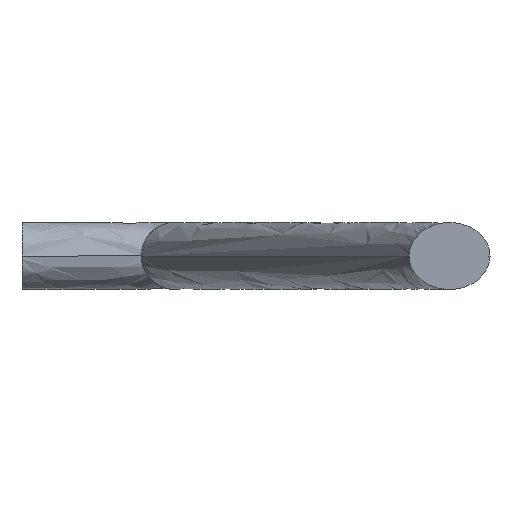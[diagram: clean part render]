
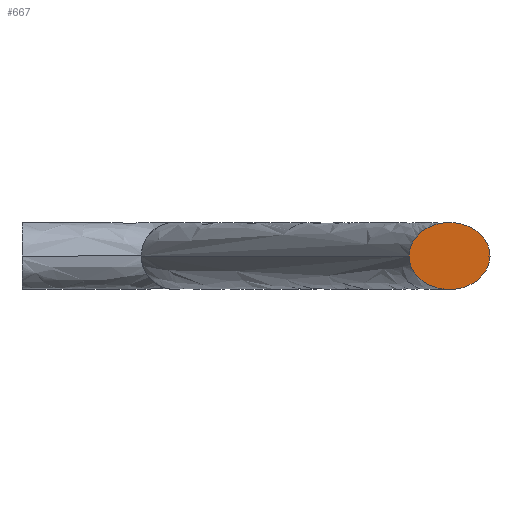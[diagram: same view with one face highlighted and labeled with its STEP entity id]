
A CAD part, front view. The second image highlights one B-rep face of the part: STEP entity #667.
In plain terms, the highlighted free-form (B-spline) face has degree [1, 1] with [2, 2] control points.
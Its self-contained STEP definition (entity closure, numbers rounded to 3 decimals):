
#29 = ORIENTED_EDGE ( 'NONE', *, *, #354, .T. ) ;
#48 = CARTESIAN_POINT ( 'NONE',  ( 24.516, -27.106, 0. ) ) ;
#71 = CARTESIAN_POINT ( 'NONE',  ( 24.516, -27.106, 0. ) ) ;
#75 = CARTESIAN_POINT ( 'NONE',  ( 21.327, -26.847, -1.529 ) ) ;
#79 = CARTESIAN_POINT ( 'NONE',  ( 20.33, -26.766, -0.457 ) ) ;
#123 = CARTESIAN_POINT ( 'NONE',  ( 22.117, -26.911, -1.75 ) ) ;
#134 = CARTESIAN_POINT ( 'NONE',  ( 20.699, -26.796, -1.075 ) ) ;
#136 = CARTESIAN_POINT ( 'NONE',  ( 23.464, -27.02, 1.529 ) ) ;
#145 = CARTESIAN_POINT ( 'NONE',  ( 20.699, -26.796, 1.075 ) ) ;
#163 = EDGE_CURVE ( 'NONE', #259, #456, #502, .T. ) ;
#185 = CARTESIAN_POINT ( 'NONE',  ( 24.541, -27.108, 1.771 ) ) ;
#190 = CARTESIAN_POINT ( 'NONE',  ( 24.091, -27.071, 1.075 ) ) ;
#199 = CARTESIAN_POINT ( 'NONE',  ( 20.275, -26.761, 0. ) ) ;
#206 = B_SPLINE_CURVE_WITH_KNOTS ( 'NONE', 3,
 ( #48, #301, #464, #624, #190, #415, #136, #365, #572, #349, #295, #687, #318, #145, #286, #215, #519, #199 ),
 .UNSPECIFIED., .F., .F.,
 ( 4, 2, 2, 2, 2, 2, 2, 2, 4 ),
 ( 0., 0.125, 0.25, 0.375, 0.5, 0.625, 0.75, 0.875, 1. ),
 .UNSPECIFIED. ) ;
#215 = CARTESIAN_POINT ( 'NONE',  ( 20.33, -26.766, 0.457 ) ) ;
#233 = CARTESIAN_POINT ( 'NONE',  ( 21.093, -26.828, -1.4 ) ) ;
#235 = CARTESIAN_POINT ( 'NONE',  ( 23.464, -27.02, -1.529 ) ) ;
#253 = CARTESIAN_POINT ( 'NONE',  ( 24.516, -27.106, 0. ) ) ;
#259 = VERTEX_POINT ( 'NONE', #319 ) ;
#286 = CARTESIAN_POINT ( 'NONE',  ( 20.543, -26.783, 0.882 ) ) ;
#295 = CARTESIAN_POINT ( 'NONE',  ( 21.841, -26.888, 1.705 ) ) ;
#301 = CARTESIAN_POINT ( 'NONE',  ( 24.516, -27.106, 0.23 ) ) ;
#318 = CARTESIAN_POINT ( 'NONE',  ( 21.093, -26.828, 1.4 ) ) ;
#319 = CARTESIAN_POINT ( 'NONE',  ( 20.275, -26.761, 0. ) ) ;
#349 = CARTESIAN_POINT ( 'NONE',  ( 22.117, -26.911, 1.75 ) ) ;
#352 = CARTESIAN_POINT ( 'NONE',  ( 22.674, -26.956, -1.75 ) ) ;
#354 = EDGE_CURVE ( 'NONE', #456, #259, #206, .T. ) ;
#363 = CARTESIAN_POINT ( 'NONE',  ( 20.275, -26.761, 0. ) ) ;
#365 = CARTESIAN_POINT ( 'NONE',  ( 22.949, -26.979, 1.705 ) ) ;
#368 = ORIENTED_EDGE ( 'NONE', *, *, #163, .T. ) ;
#415 = CARTESIAN_POINT ( 'NONE',  ( 23.698, -27.039, 1.4 ) ) ;
#417 = CARTESIAN_POINT ( 'NONE',  ( 20.25, -26.759, -1.771 ) ) ;
#456 = VERTEX_POINT ( 'NONE', #253 ) ;
#459 = CARTESIAN_POINT ( 'NONE',  ( 24.091, -27.071, -1.075 ) ) ;
#463 = CARTESIAN_POINT ( 'NONE',  ( 20.25, -26.759, 1.771 ) ) ;
#464 = CARTESIAN_POINT ( 'NONE',  ( 24.461, -27.101, 0.457 ) ) ;
#470 = CARTESIAN_POINT ( 'NONE',  ( 24.516, -27.106, -0.23 ) ) ;
#502 = B_SPLINE_CURVE_WITH_KNOTS ( 'NONE', 3,
 ( #363, #573, #79, #627, #134, #233, #75, #665, #123, #352, #563, #235, #515, #459, #668, #616, #470, #71 ),
 .UNSPECIFIED., .F., .F.,
 ( 4, 2, 2, 2, 2, 2, 2, 2, 4 ),
 ( 0., 0.125, 0.25, 0.375, 0.5, 0.625, 0.75, 0.875, 1. ),
 .UNSPECIFIED. ) ;
#515 = CARTESIAN_POINT ( 'NONE',  ( 23.698, -27.039, -1.4 ) ) ;
#519 = CARTESIAN_POINT ( 'NONE',  ( 20.275, -26.761, 0.23 ) ) ;
#543 = EDGE_LOOP ( 'NONE', ( #29, #368 ) ) ;
#563 = CARTESIAN_POINT ( 'NONE',  ( 22.949, -26.979, -1.705 ) ) ;
#572 = CARTESIAN_POINT ( 'NONE',  ( 22.674, -26.956, 1.75 ) ) ;
#573 = CARTESIAN_POINT ( 'NONE',  ( 20.275, -26.761, -0.23 ) ) ;
#584 = CARTESIAN_POINT ( 'NONE',  ( 24.541, -27.108, -1.771 ) ) ;
#616 = CARTESIAN_POINT ( 'NONE',  ( 24.461, -27.101, -0.457 ) ) ;
#624 = CARTESIAN_POINT ( 'NONE',  ( 24.248, -27.084, 0.882 ) ) ;
#627 = CARTESIAN_POINT ( 'NONE',  ( 20.543, -26.783, -0.882 ) ) ;
#665 = CARTESIAN_POINT ( 'NONE',  ( 21.841, -26.888, -1.705 ) ) ;
#667 = ADVANCED_FACE ( 'NONE', ( #674 ), #706, .T. ) ;
#668 = CARTESIAN_POINT ( 'NONE',  ( 24.248, -27.084, -0.882 ) ) ;
#674 = FACE_OUTER_BOUND ( 'NONE', #543, .T. ) ;
#687 = CARTESIAN_POINT ( 'NONE',  ( 21.327, -26.847, 1.529 ) ) ;
#706 = B_SPLINE_SURFACE_WITH_KNOTS ( 'NONE', 1, 1, ( 
 ( #417, #463 ),
 ( #584, #185 ) ),
 .UNSPECIFIED., .F., .F., .F.,
 ( 2, 2 ),
 ( 2, 2 ),
 ( 0., 1. ),
 ( 0., 1. ),
 .UNSPECIFIED. ) ;
